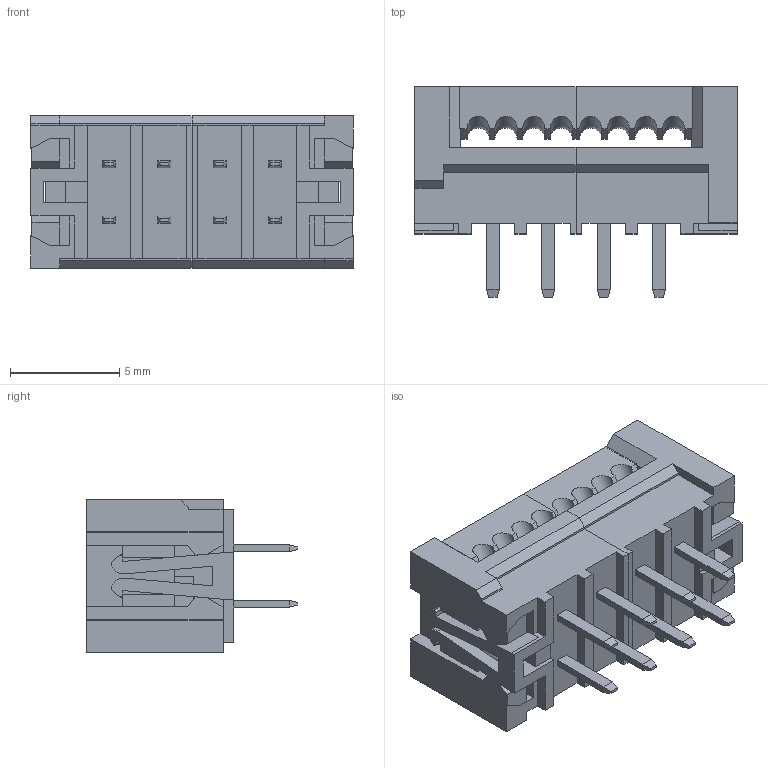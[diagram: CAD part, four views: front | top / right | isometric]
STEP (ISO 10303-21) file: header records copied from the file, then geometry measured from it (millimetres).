
FILE_DESCRIPTION((''),'2;1');
FILE_NAME('69830-016ALF_ASM_ASM_ASM','2016-06-03T',('zhoumk'),('FCI'),'PRO/ENGINEER BY PARAMETRIC TECHNOLOGY CORPORATION, 2013150','PRO/ENGINEER BY PARAMETRIC TECHNOLOGY CORPORATION, 2013150','');
FILE_SCHEMA(('AUTOMOTIVE_DESIGN { 1 0 10303 214 1 1 1 1 }'));
Length unit declared in the file: millimetre
Products named in the file (11): 69830_20P_BODY_1_AF0_1_AF0; 69830_20P_COVER_1_AF0_1_AF0; 69830-020LF_ASM_1_AF0_ASM_1_AF0_ASM; 69830-020LF_ASM_ASM_1_AF0_ASM; 69830_20P_BODY_1_AF0_1_AF0_1; 69830_20P_COVER_1_AF0_1_AF0_1; 69830-020LF_ASM_ASM_1_AF0_ASM_1_ASM; 69830-016ALF_ASM_ASM_ASM_1_ASM; 69830-004ALF_ASM; 69830-016ALF_ASM_ASM_ASM
Assembly tree (10 placements, depth 6):
  69830-016ALF_ASM_ASM_ASM
    69830-020LF_ASM_ASM_1_AF0_ASM
      69830-020LF_ASM_1_AF0_ASM_1_AF0_ASM
        69830_20P_BODY_1_AF0_1_AF0
        69830_20P_COVER_1_AF0_1_AF0
    69830-004ALF_ASM
      69830-016ALF_ASM_ASM_ASM_1_ASM
        69830-020LF_ASM_ASM_1_AF0_ASM_1_ASM
          69830-020LF_ASM_1_AF0_ASM_1_AF0_ASM
            69830_20P_BODY_1_AF0_1_AF0_1
            69830_20P_COVER_1_AF0_1_AF0_1
Bounding box: 14.78 x 9.65 x 7 mm (x, y, z)
Volume: 460.9 mm3; surface area: 1163 mm2
Topology: 4 solids, 4 shells, 462 faces, 1284 edges, 840 vertices
Faces by surface type: plane 410, cylinder 36, torus 16
Entity records: 15399 total; most frequent: CARTESIAN_POINT 2824, ORIENTED_EDGE 2568, DIRECTION 2366, EDGE_CURVE 1284, VECTOR 1132, LINE 1132, VERTEX_POINT 840, AXIS2_PLACEMENT_3D 617
